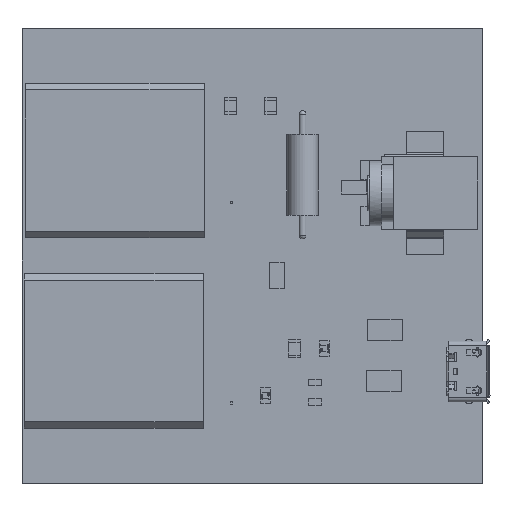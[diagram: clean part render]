
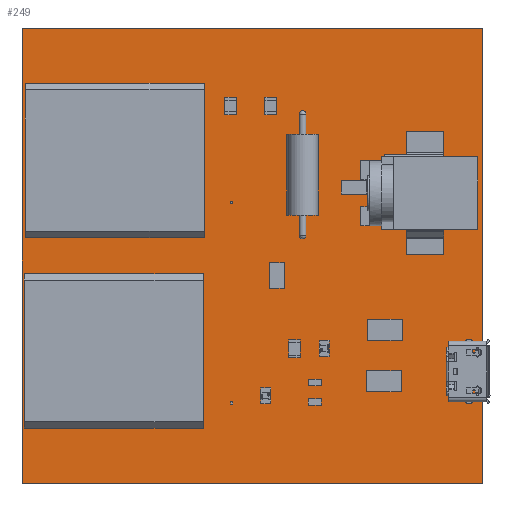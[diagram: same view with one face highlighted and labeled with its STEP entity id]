
A CAD part, top view. The second image highlights one B-rep face of the part: STEP entity #249.
In plain terms, the highlighted planar face has unit normal (0, 0, 1).
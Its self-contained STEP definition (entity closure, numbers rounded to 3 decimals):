
#120 = VERTEX_POINT('',#121);
#121 = CARTESIAN_POINT('',(0.,0.,0.411));
#127 = EDGE_CURVE('',#120,#128,#130,.T.);
#128 = VERTEX_POINT('',#129);
#129 = CARTESIAN_POINT('',(0.,56.134,0.411));
#130 = LINE('',#131,#132);
#131 = CARTESIAN_POINT('',(0.,0.,0.411));
#132 = VECTOR('',#133,1.);
#133 = DIRECTION('',(0.,1.,0.));
#158 = EDGE_CURVE('',#128,#159,#161,.T.);
#159 = VERTEX_POINT('',#160);
#160 = CARTESIAN_POINT('',(56.896,56.134,0.411));
#161 = LINE('',#162,#163);
#162 = CARTESIAN_POINT('',(0.,56.134,0.411));
#163 = VECTOR('',#164,1.);
#164 = DIRECTION('',(1.,0.,0.));
#189 = EDGE_CURVE('',#159,#190,#192,.T.);
#190 = VERTEX_POINT('',#191);
#191 = CARTESIAN_POINT('',(56.896,0.,0.411));
#192 = LINE('',#193,#194);
#193 = CARTESIAN_POINT('',(56.896,56.134,0.411));
#194 = VECTOR('',#195,1.);
#195 = DIRECTION('',(0.,-1.,0.));
#220 = EDGE_CURVE('',#190,#120,#221,.T.);
#221 = LINE('',#222,#223);
#222 = CARTESIAN_POINT('',(56.896,0.,0.411));
#223 = VECTOR('',#224,1.);
#224 = DIRECTION('',(-1.,0.,0.));
#249 = ADVANCED_FACE('',(#250),#256,.F.);
#250 = FACE_BOUND('',#251,.F.);
#251 = EDGE_LOOP('',(#252,#253,#254,#255));
#252 = ORIENTED_EDGE('',*,*,#127,.T.);
#253 = ORIENTED_EDGE('',*,*,#158,.T.);
#254 = ORIENTED_EDGE('',*,*,#189,.T.);
#255 = ORIENTED_EDGE('',*,*,#220,.T.);
#256 = PLANE('',#257);
#257 = AXIS2_PLACEMENT_3D('',#258,#259,#260);
#258 = CARTESIAN_POINT('',(28.448,28.067,0.411));
#259 = DIRECTION('',(-0.,-0.,-1.));
#260 = DIRECTION('',(-1.,0.,0.));
